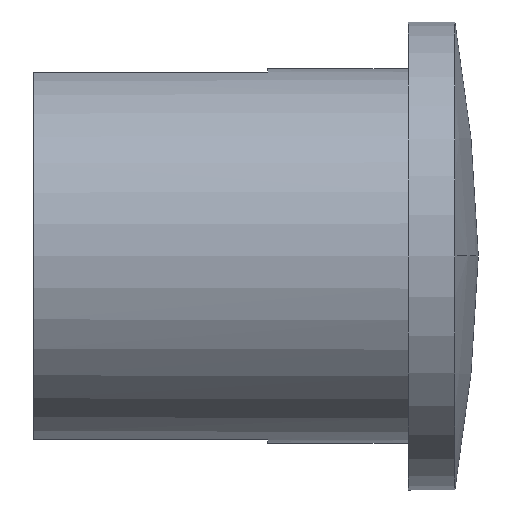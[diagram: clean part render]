
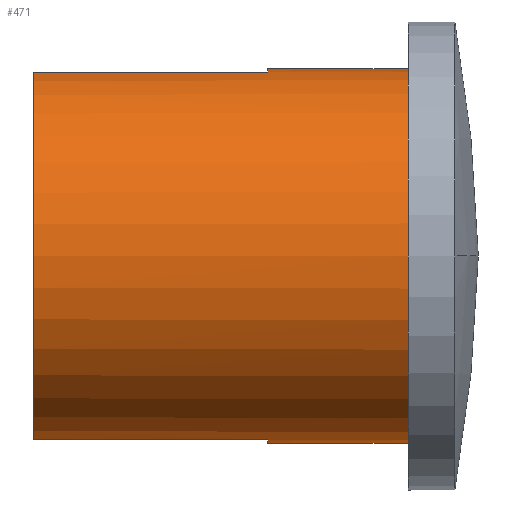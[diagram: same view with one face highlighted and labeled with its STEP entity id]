
A CAD part, left-side view. The second image highlights one B-rep face of the part: STEP entity #471.
In plain terms, the highlighted cylindrical face has radius 4 mm (diameter 8 mm), a partial arc.
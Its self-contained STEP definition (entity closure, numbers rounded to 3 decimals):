
#7 = VECTOR ( 'NONE', #419, 1000. ) ;
#16 = VECTOR ( 'NONE', #313, 1000. ) ;
#22 = DIRECTION ( 'NONE',  ( 0., -1., 0. ) ) ;
#24 = CARTESIAN_POINT ( 'NONE',  ( -0.75, 9., 3.929 ) ) ;
#27 = AXIS2_PLACEMENT_3D ( 'NONE', #549, #22, #77 ) ;
#35 = CARTESIAN_POINT ( 'NONE',  ( 0., 1., 4. ) ) ;
#39 = ORIENTED_EDGE ( 'NONE', *, *, #571, .F. ) ;
#43 = CARTESIAN_POINT ( 'NONE',  ( 0., 1., -4. ) ) ;
#66 = AXIS2_PLACEMENT_3D ( 'NONE', #438, #399, #196 ) ;
#77 = DIRECTION ( 'NONE',  ( 0., 0., -1. ) ) ;
#80 = VERTEX_POINT ( 'NONE', #383 ) ;
#90 = DIRECTION ( 'NONE',  ( 0., 1., 0. ) ) ;
#98 = VERTEX_POINT ( 'NONE', #43 ) ;
#105 = ORIENTED_EDGE ( 'NONE', *, *, #195, .F. ) ;
#114 = EDGE_CURVE ( 'NONE', #80, #519, #168, .T. ) ;
#119 = EDGE_CURVE ( 'NONE', #289, #80, #362, .T. ) ;
#130 = DIRECTION ( 'NONE',  ( 0., 0., -1. ) ) ;
#163 = CIRCLE ( 'NONE', #243, 4. ) ;
#168 = LINE ( 'NONE', #273, #16 ) ;
#172 = VECTOR ( 'NONE', #246, 1000. ) ;
#195 = EDGE_CURVE ( 'NONE', #328, #461, #545, .T. ) ;
#196 = DIRECTION ( 'NONE',  ( 0., 0., -1. ) ) ;
#201 = VECTOR ( 'NONE', #90, 1000. ) ;
#204 = EDGE_CURVE ( 'NONE', #340, #328, #163, .T. ) ;
#215 = EDGE_CURVE ( 'NONE', #340, #98, #337, .T. ) ;
#216 = DIRECTION ( 'NONE',  ( 0., 0., -1. ) ) ;
#217 = CARTESIAN_POINT ( 'NONE',  ( 0., 4., 0. ) ) ;
#222 = ORIENTED_EDGE ( 'NONE', *, *, #229, .F. ) ;
#226 = ORIENTED_EDGE ( 'NONE', *, *, #119, .F. ) ;
#229 = EDGE_CURVE ( 'NONE', #519, #98, #510, .T. ) ;
#243 = AXIS2_PLACEMENT_3D ( 'NONE', #217, #579, #216 ) ;
#246 = DIRECTION ( 'NONE',  ( 0., -1., 0. ) ) ;
#251 = CARTESIAN_POINT ( 'NONE',  ( -0.75, 4., 3.929 ) ) ;
#270 = CARTESIAN_POINT ( 'NONE',  ( -0.75, 0., 3.929 ) ) ;
#273 = CARTESIAN_POINT ( 'NONE',  ( 0., 0., 4. ) ) ;
#289 = VERTEX_POINT ( 'NONE', #251 ) ;
#290 = VERTEX_POINT ( 'NONE', #24 ) ;
#308 = ORIENTED_EDGE ( 'NONE', *, *, #392, .T. ) ;
#313 = DIRECTION ( 'NONE',  ( 0., -1., 0. ) ) ;
#316 = CIRCLE ( 'NONE', #27, 4. ) ;
#324 = CARTESIAN_POINT ( 'NONE',  ( -0.75, 0., -3.929 ) ) ;
#328 = VERTEX_POINT ( 'NONE', #588 ) ;
#337 = LINE ( 'NONE', #477, #172 ) ;
#340 = VERTEX_POINT ( 'NONE', #365 ) ;
#352 = AXIS2_PLACEMENT_3D ( 'NONE', #500, #421, #130 ) ;
#353 = DIRECTION ( 'NONE',  ( 0., -1., 0. ) ) ;
#359 = CARTESIAN_POINT ( 'NONE',  ( 0., 0., 0. ) ) ;
#362 = CIRCLE ( 'NONE', #352, 4. ) ;
#364 = ORIENTED_EDGE ( 'NONE', *, *, #204, .F. ) ;
#365 = CARTESIAN_POINT ( 'NONE',  ( 0., 4., -4. ) ) ;
#383 = CARTESIAN_POINT ( 'NONE',  ( 0., 4., 4. ) ) ;
#392 = EDGE_CURVE ( 'NONE', #290, #461, #316, .T. ) ;
#399 = DIRECTION ( 'NONE',  ( 0., -1., 0. ) ) ;
#400 = CARTESIAN_POINT ( 'NONE',  ( -0.75, 9., -3.929 ) ) ;
#419 = DIRECTION ( 'NONE',  ( 0., -1., 0. ) ) ;
#421 = DIRECTION ( 'NONE',  ( 0., 1., 0. ) ) ;
#432 = EDGE_LOOP ( 'NONE', ( #481, #226, #39, #308, #105, #364, #548, #222 ) ) ;
#438 = CARTESIAN_POINT ( 'NONE',  ( 0., 1., 0. ) ) ;
#461 = VERTEX_POINT ( 'NONE', #400 ) ;
#464 = LINE ( 'NONE', #270, #7 ) ;
#471 = ADVANCED_FACE ( 'NONE', ( #536 ), #566, .T. ) ;
#477 = CARTESIAN_POINT ( 'NONE',  ( 0., 0., -4. ) ) ;
#478 = AXIS2_PLACEMENT_3D ( 'NONE', #359, #353, #572 ) ;
#481 = ORIENTED_EDGE ( 'NONE', *, *, #114, .F. ) ;
#500 = CARTESIAN_POINT ( 'NONE',  ( 0., 4., 0. ) ) ;
#510 = CIRCLE ( 'NONE', #66, 4. ) ;
#519 = VERTEX_POINT ( 'NONE', #35 ) ;
#536 = FACE_OUTER_BOUND ( 'NONE', #432, .T. ) ;
#545 = LINE ( 'NONE', #324, #201 ) ;
#548 = ORIENTED_EDGE ( 'NONE', *, *, #215, .T. ) ;
#549 = CARTESIAN_POINT ( 'NONE',  ( 0., 9., 0. ) ) ;
#566 = CYLINDRICAL_SURFACE ( 'NONE', #478, 4. ) ;
#571 = EDGE_CURVE ( 'NONE', #290, #289, #464, .T. ) ;
#572 = DIRECTION ( 'NONE',  ( 0., 0., -1. ) ) ;
#579 = DIRECTION ( 'NONE',  ( 0., 1., 0. ) ) ;
#588 = CARTESIAN_POINT ( 'NONE',  ( -0.75, 4., -3.929 ) ) ;
